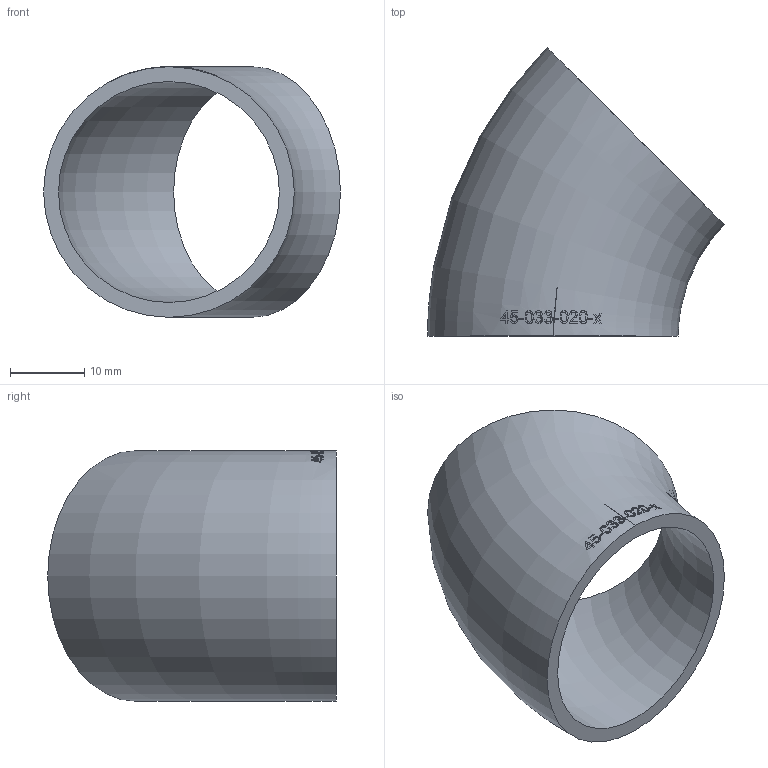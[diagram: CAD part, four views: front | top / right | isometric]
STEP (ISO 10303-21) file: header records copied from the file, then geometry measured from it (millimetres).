
FILE_DESCRIPTION (( 'STEP AP214' ), '1' );
FILE_NAME ('45-033-020-x Bogen 2004.STEP', '2020-04-14T14:51:22', ( '' ), ( '' ), 'SwSTEP 2.0', 'SolidWorks 2019', '' );
FILE_SCHEMA (( 'AUTOMOTIVE_DESIGN' ));
Length unit declared in the file: millimetre
Products named in the file (1): 45-033-020-x Bogen 2004
Bounding box: 39.89 x 38.78 x 33.7 mm (x, y, z)
Volume: 5944.2 mm3; surface area: 6345.4 mm2
Topology: 1 solids, 1 shells, 154 faces, 409 edges, 273 vertices
Faces by surface type: bspline 134, torus 18, plane 2
Entity records: 15471 total; most frequent: CARTESIAN_POINT 11200, ORIENTED_EDGE 812, EDGE_CURVE 406, B_SPLINE_CURVE_WITH_KNOTS 402, VERTEX_POINT 272, EDGE_LOOP 174, FACE_OUTER_BOUND 156, ADVANCED_FACE 154
